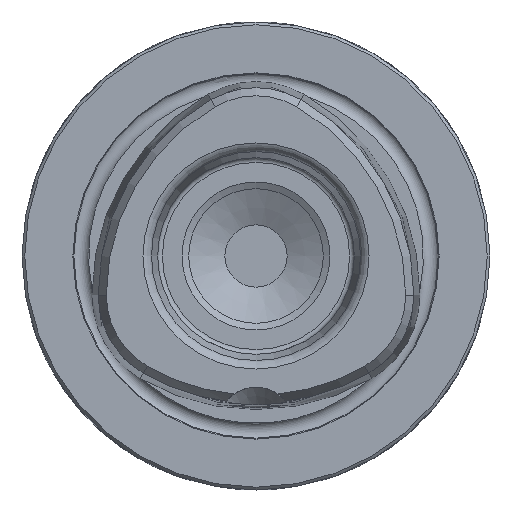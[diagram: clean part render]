
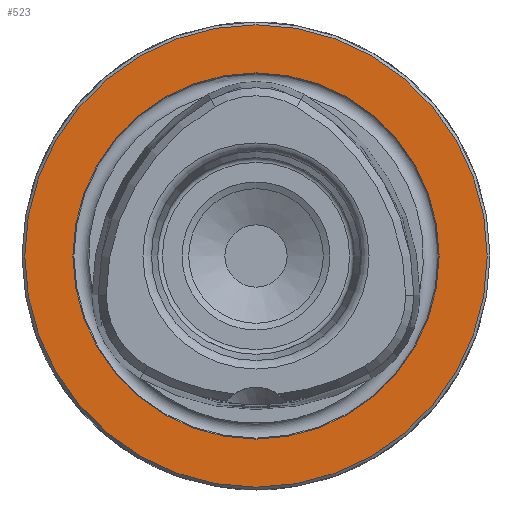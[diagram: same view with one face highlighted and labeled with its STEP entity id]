
A CAD part, left-side view. The second image highlights one B-rep face of the part: STEP entity #523.
In plain terms, the highlighted planar face has unit normal (-1, 0, 0).
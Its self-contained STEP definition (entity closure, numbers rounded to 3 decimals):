
#523 = ADVANCED_FACE( '', ( #1108, #1109 ), #1110, .T. );
#1108 = FACE_OUTER_BOUND( '', #1808, .T. );
#1109 = FACE_BOUND( '', #1809, .T. );
#1110 = PLANE( '', #1810 );
#1808 = EDGE_LOOP( '', ( #2871 ) );
#1809 = EDGE_LOOP( '', ( #2872 ) );
#1810 = AXIS2_PLACEMENT_3D( '', #2873, #2874, #2875 );
#2871 = ORIENTED_EDGE( '', *, *, #3881, .T. );
#2872 = ORIENTED_EDGE( '', *, *, #3960, .F. );
#2873 = CARTESIAN_POINT( '', ( 0., 0., 19.4 ) );
#2874 = DIRECTION( '', ( -1., 0., 0. ) );
#2875 = DIRECTION( '', ( 0., 0., 1. ) );
#3881 = EDGE_CURVE( '', #4575, #4575, #4576, .T. );
#3960 = EDGE_CURVE( '', #4685, #4685, #4686, .T. );
#4575 = VERTEX_POINT( '', #5672 );
#4576 = CIRCLE( '', #5673, 24.7 );
#4685 = VERTEX_POINT( '', #5874 );
#4686 = CIRCLE( '', #5875, 19.564 );
#5672 = CARTESIAN_POINT( '', ( 0., 0., 24.7 ) );
#5673 = AXIS2_PLACEMENT_3D( '', #6964, #6965, #6966 );
#5874 = CARTESIAN_POINT( '', ( 0., 0., 19.564 ) );
#5875 = AXIS2_PLACEMENT_3D( '', #7072, #7073, #7074 );
#6964 = CARTESIAN_POINT( '', ( 0., 0., 0. ) );
#6965 = DIRECTION( '', ( -1., 0., 0. ) );
#6966 = DIRECTION( '', ( 0., 0., 1. ) );
#7072 = CARTESIAN_POINT( '', ( 0., 0., 0. ) );
#7073 = DIRECTION( '', ( -1., 0., 0. ) );
#7074 = DIRECTION( '', ( 0., 0., 1. ) );
